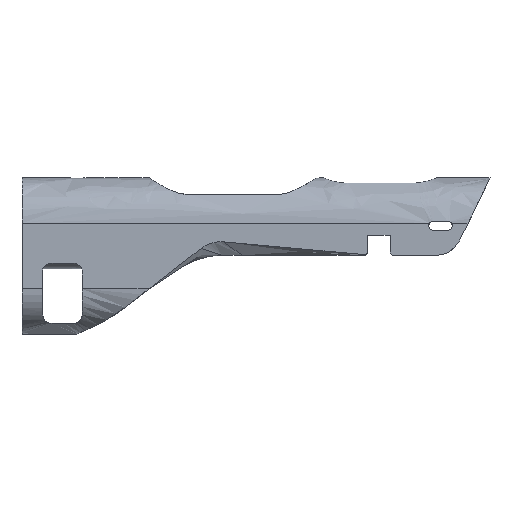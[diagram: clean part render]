
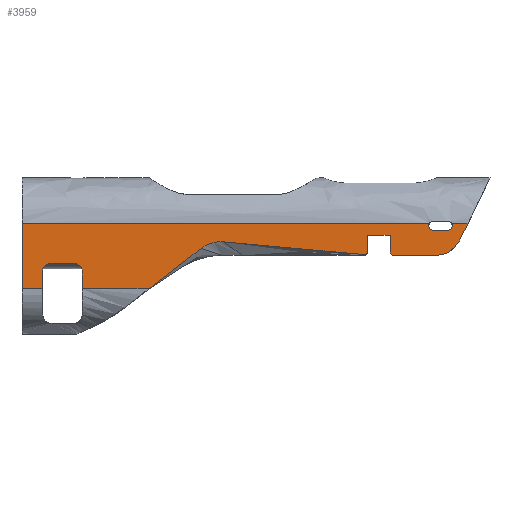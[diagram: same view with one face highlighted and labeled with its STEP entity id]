
A CAD part, front view. The second image highlights one B-rep face of the part: STEP entity #3959.
In plain terms, the highlighted planar face has unit normal (0, -1, 0).
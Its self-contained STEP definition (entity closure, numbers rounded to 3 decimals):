
#110=B_SPLINE_CURVE_WITH_KNOTS('',3,(#5795,#5796,#5797,#5798,#5799,#5800),
 .UNSPECIFIED.,.F.,.F.,(4,2,4),(0.,0.034,0.067),
 .UNSPECIFIED.);
#225=FACE_OUTER_BOUND('',#427,.T.);
#427=EDGE_LOOP('',(#2651,#2652,#2653,#2654,#2655,#2656,#2657,#2658,#2659,
#2660,#2661,#2662,#2663,#2664,#2665,#2666,#2667,#2668,#2669,#2670,#2671,
#2672,#2673,#2674));
#622=CIRCLE('',#4172,1.9);
#623=CIRCLE('',#4182,1.9);
#624=CIRCLE('',#4183,7.);
#625=CIRCLE('',#4184,6.);
#626=CIRCLE('',#4185,1.);
#627=CIRCLE('',#4186,1.);
#685=LINE('',#5485,#1127);
#702=LINE('',#5778,#1144);
#703=LINE('',#5779,#1145);
#704=LINE('',#5781,#1146);
#705=LINE('',#5785,#1147);
#706=LINE('',#5787,#1148);
#707=LINE('',#5789,#1149);
#708=LINE('',#5793,#1150);
#709=LINE('',#5802,#1151);
#710=LINE('',#5804,#1152);
#711=LINE('',#5806,#1153);
#712=LINE('',#5808,#1154);
#713=LINE('',#5810,#1155);
#714=LINE('',#5814,#1156);
#715=LINE('',#5816,#1157);
#716=LINE('',#5820,#1158);
#717=LINE('',#5823,#1159);
#1127=VECTOR('',#4428,10.);
#1144=VECTOR('',#4469,10.);
#1145=VECTOR('',#4470,10.);
#1146=VECTOR('',#4471,10.);
#1147=VECTOR('',#4474,10.);
#1148=VECTOR('',#4475,10.);
#1149=VECTOR('',#4476,10.);
#1150=VECTOR('',#4479,10.);
#1151=VECTOR('',#4480,10.);
#1152=VECTOR('',#4481,10.);
#1153=VECTOR('',#4482,10.);
#1154=VECTOR('',#4483,10.);
#1155=VECTOR('',#4484,10.);
#1156=VECTOR('',#4487,10.);
#1157=VECTOR('',#4488,10.);
#1158=VECTOR('',#4491,10.);
#1159=VECTOR('',#4494,10.);
#1574=VERTEX_POINT('',#5467);
#1581=VERTEX_POINT('',#5483);
#1583=VERTEX_POINT('',#5489);
#1597=VERTEX_POINT('',#5776);
#1598=VERTEX_POINT('',#5777);
#1599=VERTEX_POINT('',#5780);
#1600=VERTEX_POINT('',#5782);
#1601=VERTEX_POINT('',#5784);
#1602=VERTEX_POINT('',#5786);
#1603=VERTEX_POINT('',#5788);
#1604=VERTEX_POINT('',#5790);
#1605=VERTEX_POINT('',#5792);
#1606=VERTEX_POINT('',#5794);
#1607=VERTEX_POINT('',#5801);
#1608=VERTEX_POINT('',#5803);
#1609=VERTEX_POINT('',#5805);
#1610=VERTEX_POINT('',#5807);
#1611=VERTEX_POINT('',#5809);
#1612=VERTEX_POINT('',#5811);
#1613=VERTEX_POINT('',#5813);
#1614=VERTEX_POINT('',#5815);
#1615=VERTEX_POINT('',#5817);
#1616=VERTEX_POINT('',#5819);
#1617=VERTEX_POINT('',#5821);
#1984=EDGE_CURVE('',#1574,#1581,#685,.T.);
#1987=EDGE_CURVE('',#1581,#1583,#622,.T.);
#2014=EDGE_CURVE('',#1597,#1598,#702,.T.);
#2015=EDGE_CURVE('',#1597,#1574,#703,.T.);
#2016=EDGE_CURVE('',#1583,#1599,#704,.T.);
#2017=EDGE_CURVE('',#1599,#1600,#623,.T.);
#2018=EDGE_CURVE('',#1600,#1601,#705,.T.);
#2019=EDGE_CURVE('',#1601,#1602,#706,.T.);
#2020=EDGE_CURVE('',#1602,#1603,#707,.T.);
#2021=EDGE_CURVE('',#1603,#1604,#624,.T.);
#2022=EDGE_CURVE('',#1604,#1605,#708,.T.);
#2023=EDGE_CURVE('',#1606,#1605,#110,.T.);
#2024=EDGE_CURVE('',#1607,#1606,#709,.T.);
#2025=EDGE_CURVE('',#1608,#1607,#710,.T.);
#2026=EDGE_CURVE('',#1609,#1608,#711,.T.);
#2027=EDGE_CURVE('',#1610,#1609,#712,.T.);
#2028=EDGE_CURVE('',#1610,#1611,#713,.T.);
#2029=EDGE_CURVE('',#1611,#1612,#625,.T.);
#2030=EDGE_CURVE('',#1612,#1613,#714,.T.);
#2031=EDGE_CURVE('',#1614,#1613,#715,.T.);
#2032=EDGE_CURVE('',#1614,#1615,#626,.T.);
#2033=EDGE_CURVE('',#1615,#1616,#716,.T.);
#2034=EDGE_CURVE('',#1617,#1616,#627,.T.);
#2035=EDGE_CURVE('',#1598,#1617,#717,.T.);
#2651=ORIENTED_EDGE('',*,*,#2014,.F.);
#2652=ORIENTED_EDGE('',*,*,#2015,.T.);
#2653=ORIENTED_EDGE('',*,*,#1984,.T.);
#2654=ORIENTED_EDGE('',*,*,#1987,.T.);
#2655=ORIENTED_EDGE('',*,*,#2016,.T.);
#2656=ORIENTED_EDGE('',*,*,#2017,.T.);
#2657=ORIENTED_EDGE('',*,*,#2018,.T.);
#2658=ORIENTED_EDGE('',*,*,#2019,.T.);
#2659=ORIENTED_EDGE('',*,*,#2020,.T.);
#2660=ORIENTED_EDGE('',*,*,#2021,.T.);
#2661=ORIENTED_EDGE('',*,*,#2022,.T.);
#2662=ORIENTED_EDGE('',*,*,#2023,.F.);
#2663=ORIENTED_EDGE('',*,*,#2024,.F.);
#2664=ORIENTED_EDGE('',*,*,#2025,.F.);
#2665=ORIENTED_EDGE('',*,*,#2026,.F.);
#2666=ORIENTED_EDGE('',*,*,#2027,.F.);
#2667=ORIENTED_EDGE('',*,*,#2028,.T.);
#2668=ORIENTED_EDGE('',*,*,#2029,.T.);
#2669=ORIENTED_EDGE('',*,*,#2030,.T.);
#2670=ORIENTED_EDGE('',*,*,#2031,.F.);
#2671=ORIENTED_EDGE('',*,*,#2032,.T.);
#2672=ORIENTED_EDGE('',*,*,#2033,.T.);
#2673=ORIENTED_EDGE('',*,*,#2034,.F.);
#2674=ORIENTED_EDGE('',*,*,#2035,.F.);
#3808=PLANE('',#4181);
#3959=ADVANCED_FACE('',(#225),#3808,.T.);
#4172=AXIS2_PLACEMENT_3D('',#5491,#4434,#4435);
#4181=AXIS2_PLACEMENT_3D('',#5775,#4467,#4468);
#4182=AXIS2_PLACEMENT_3D('',#5783,#4472,#4473);
#4183=AXIS2_PLACEMENT_3D('',#5791,#4477,#4478);
#4184=AXIS2_PLACEMENT_3D('',#5812,#4485,#4486);
#4185=AXIS2_PLACEMENT_3D('',#5818,#4489,#4490);
#4186=AXIS2_PLACEMENT_3D('',#5822,#4492,#4493);
#4428=DIRECTION('',(0.,0.,1.));
#4434=DIRECTION('center_axis',(0.,1.,0.));
#4435=DIRECTION('ref_axis',(0.,0.,1.));
#4467=DIRECTION('center_axis',(0.,-1.,0.));
#4468=DIRECTION('ref_axis',(0.,0.,1.));
#4469=DIRECTION('',(0.,0.,1.));
#4470=DIRECTION('',(1.,0.,0.));
#4471=DIRECTION('',(1.,0.,0.));
#4472=DIRECTION('center_axis',(0.,1.,0.));
#4473=DIRECTION('ref_axis',(0.,0.,1.));
#4474=DIRECTION('',(0.,0.,-1.));
#4475=DIRECTION('',(1.,0.,0.));
#4476=DIRECTION('',(0.79,0.,0.613));
#4477=DIRECTION('center_axis',(0.,1.,0.));
#4478=DIRECTION('ref_axis',(0.09,0.,0.996));
#4479=DIRECTION('',(0.996,0.,-0.09));
#4480=DIRECTION('',(0.,0.,-1.));
#4481=DIRECTION('',(-1.,0.,0.));
#4482=DIRECTION('',(0.,0.,1.));
#4483=DIRECTION('',(-0.707,0.,0.707));
#4484=DIRECTION('',(1.,0.,0.));
#4485=DIRECTION('center_axis',(0.,-1.,0.));
#4486=DIRECTION('ref_axis',(0.9,0.,-0.436));
#4487=DIRECTION('',(0.436,0.,0.9));
#4488=DIRECTION('',(1.,0.,0.));
#4489=DIRECTION('center_axis',(0.,1.,0.));
#4490=DIRECTION('ref_axis',(0.,0.,
-1.));
#4491=DIRECTION('',(-1.,0.,0.));
#4492=DIRECTION('center_axis',(0.,-1.,0.));
#4493=DIRECTION('ref_axis',(-1.,0.,0.));
#4494=DIRECTION('',(1.,0.,0.));
#5467=CARTESIAN_POINT('',(2.497,-11.5,-13.354));
#5483=CARTESIAN_POINT('',(2.497,-11.5,-9.65));
#5485=CARTESIAN_POINT('',(2.497,-11.5,-13.354));
#5489=CARTESIAN_POINT('',(4.397,-11.5,-7.75));
#5491=CARTESIAN_POINT('Origin',(4.397,-11.5,-9.65));
#5775=CARTESIAN_POINT('Origin',(-3.984,-11.5,-13.354));
#5776=CARTESIAN_POINT('',(-1.984,-11.5,-13.354));
#5777=CARTESIAN_POINT('',(-1.984,-11.5,1.051));
#5778=CARTESIAN_POINT('',(-1.984,-11.5,-18.526));
#5779=CARTESIAN_POINT('',(-1.984,-11.5,-13.354));
#5780=CARTESIAN_POINT('',(9.397,-11.5,-7.75));
#5781=CARTESIAN_POINT('',(2.397,-11.5,-7.75));
#5782=CARTESIAN_POINT('',(11.297,-11.5,-9.65));
#5783=CARTESIAN_POINT('Origin',(9.397,-11.5,-9.65));
#5784=CARTESIAN_POINT('',(11.297,-11.5,-13.354));
#5785=CARTESIAN_POINT('',(11.297,-11.5,-16.227));
#5786=CARTESIAN_POINT('',(26.038,-11.5,-13.354));
#5787=CARTESIAN_POINT('',(9.297,-11.5,-13.354));
#5788=CARTESIAN_POINT('',(37.495,-11.5,-4.474));
#5789=CARTESIAN_POINT('',(26.038,-11.5,-13.354));
#5790=CARTESIAN_POINT('',(42.414,-11.5,-3.035));
#5791=CARTESIAN_POINT('Origin',(41.783,-11.5,-10.007));
#5792=CARTESIAN_POINT('',(73.649,-11.5,-5.862));
#5793=CARTESIAN_POINT('',(42.414,-11.5,-3.035));
#5794=CARTESIAN_POINT('',(74.147,-11.5,-5.407));
#5795=CARTESIAN_POINT('Ctrl Pts',(74.147,-11.5,-5.407));
#5796=CARTESIAN_POINT('Ctrl Pts',(74.064,-11.5,-5.483));
#5797=CARTESIAN_POINT('Ctrl Pts',(73.981,-11.5,-5.559));
#5798=CARTESIAN_POINT('Ctrl Pts',(73.815,-11.5,-5.71));
#5799=CARTESIAN_POINT('Ctrl Pts',(73.732,-11.5,-5.786));
#5800=CARTESIAN_POINT('Ctrl Pts',(73.649,-11.5,-5.862));
#5801=CARTESIAN_POINT('',(74.147,-11.5,-1.6));
#5802=CARTESIAN_POINT('',(74.147,-11.5,-10.052));
#5803=CARTESIAN_POINT('',(79.147,-11.5,-1.6));
#5804=CARTESIAN_POINT('',(80.147,-11.5,-1.6));
#5805=CARTESIAN_POINT('',(79.147,-11.5,-5.498));
#5806=CARTESIAN_POINT('',(79.147,-11.5,-7.477));
#5807=CARTESIAN_POINT('',(79.647,-11.5,-5.998));
#5808=CARTESIAN_POINT('',(60.454,-11.5,13.196));
#5809=CARTESIAN_POINT('',(89.129,-11.5,-5.998));
#5810=CARTESIAN_POINT('',(80.147,-11.5,-5.998));
#5811=CARTESIAN_POINT('',(94.529,-11.5,-2.613));
#5812=CARTESIAN_POINT('Origin',(89.129,-11.5,0.002));
#5813=CARTESIAN_POINT('',(96.304,-11.5,1.051));
#5814=CARTESIAN_POINT('',(94.529,-11.5,-2.613));
#5815=CARTESIAN_POINT('',(92.663,-11.5,1.051));
#5816=CARTESIAN_POINT('',(92.663,-11.5,1.051));
#5817=CARTESIAN_POINT('',(91.797,-11.5,-0.45));
#5818=CARTESIAN_POINT('Origin',(91.797,-11.5,0.55));
#5819=CARTESIAN_POINT('',(88.647,-11.5,-0.45));
#5820=CARTESIAN_POINT('',(91.797,-11.5,-0.45));
#5821=CARTESIAN_POINT('',(87.782,-11.5,1.051));
#5822=CARTESIAN_POINT('Origin',(88.647,-11.5,0.55));
#5823=CARTESIAN_POINT('',(-3.984,-11.5,1.051));
